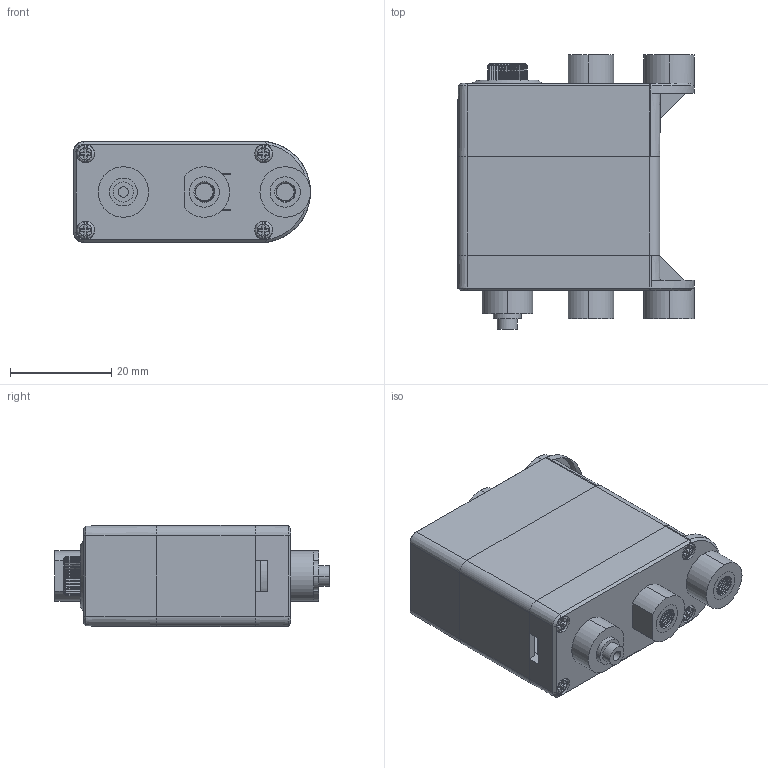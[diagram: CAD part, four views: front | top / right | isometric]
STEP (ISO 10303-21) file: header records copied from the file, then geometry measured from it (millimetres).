
FILE_DESCRIPTION (( 'STEP AP214' ), '1' );
FILE_NAME ('MEDS15 Servo motor.step', '2016-10-28T07:03:56', ( 'dell' ), ( '' ), 'SwSTEP 2.0', 'SolidWorks 2013', '' );
FILE_SCHEMA (( 'AUTOMOTIVE_DESIGN' ));
Length unit declared in the file: millimetre
Products named in the file (1): MEDS15 Servo motor
Bounding box: 46.86 x 54.2 x 20 mm (x, y, z)
Surface area: 22209.5 mm2 (no closed solid volume)
Topology: 0 solids, 21 shells, 1647 faces, 5203 edges, 3640 vertices
Faces by surface type: cylinder 873, plane 399, bspline 295, cone 80
Entity records: 127976 total; most frequent: CARTESIAN_POINT 68661, ORIENTED_EDGE 10178, DIRECTION 6166, EDGE_CURVE 5203, VERTEX_POINT 3640, B_SPLINE_CURVE_WITH_KNOTS 2514, AXIS2_PLACEMENT_3D 2208, VECTOR 1750
